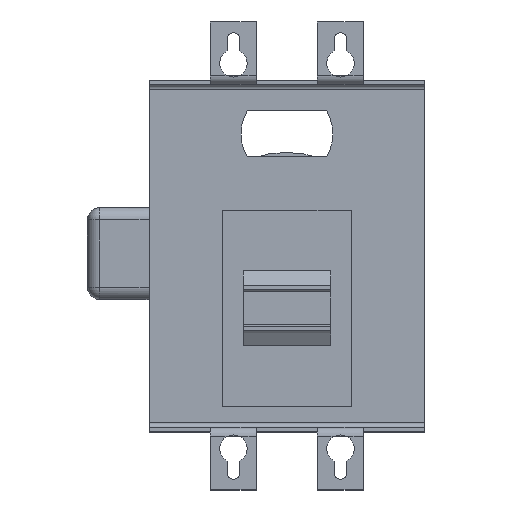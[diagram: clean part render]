
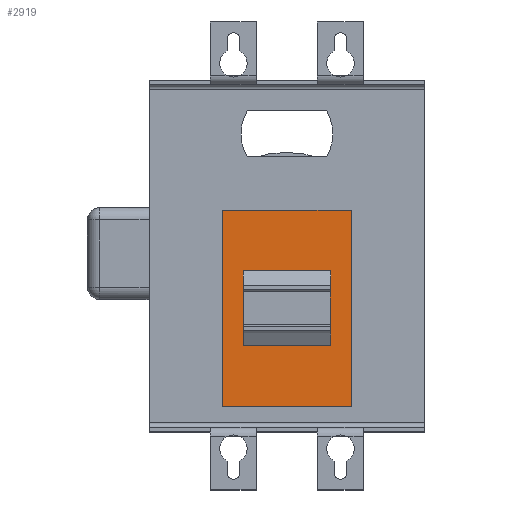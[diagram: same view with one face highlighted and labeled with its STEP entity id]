
A CAD part, top view. The second image highlights one B-rep face of the part: STEP entity #2919.
In plain terms, the highlighted planar face has unit normal (0, 0, 1).
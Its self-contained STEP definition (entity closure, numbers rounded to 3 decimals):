
#7 = CARTESIAN_POINT ( 'NONE',  ( 0.092, -26.59, 19.5 ) ) ;
#38 = EDGE_CURVE ( 'NONE', #1897, #3110, #3258, .T. ) ;
#59 = LINE ( 'NONE', #1963, #3175 ) ;
#94 = ORIENTED_EDGE ( 'NONE', *, *, #4790, .T. ) ;
#105 = DIRECTION ( 'NONE',  ( 0., -1., 0. ) ) ;
#195 = EDGE_CURVE ( 'NONE', #3451, #2505, #1614, .T. ) ;
#446 = EDGE_CURVE ( 'NONE', #1472, #2270, #59, .T. ) ;
#463 = ORIENTED_EDGE ( 'NONE', *, *, #983, .T. ) ;
#468 = CARTESIAN_POINT ( 'NONE',  ( 14.393, -29.196, 19.5 ) ) ;
#639 = FACE_BOUND ( 'NONE', #4784, .T. ) ;
#700 = EDGE_CURVE ( 'NONE', #3110, #2067, #4162, .T. ) ;
#730 = DIRECTION ( 'NONE',  ( 0., 1., 0. ) ) ;
#983 = EDGE_CURVE ( 'NONE', #4607, #5591, #4226, .T. ) ;
#1027 = DIRECTION ( 'NONE',  ( -1., 0., 0. ) ) ;
#1105 = CARTESIAN_POINT ( 'NONE',  ( -14.209, -29.196, 19.5 ) ) ;
#1156 = CARTESIAN_POINT ( 'NONE',  ( 14.393, 0., 19.5 ) ) ;
#1208 = EDGE_CURVE ( 'NONE', #1529, #1472, #1253, .T. ) ;
#1242 = DIRECTION ( 'NONE',  ( 0., 1., 0. ) ) ;
#1253 = LINE ( 'NONE', #2128, #4440 ) ;
#1313 = DIRECTION ( 'NONE',  ( 0., -1., 0. ) ) ;
#1319 = LINE ( 'NONE', #7, #6030 ) ;
#1346 = ORIENTED_EDGE ( 'NONE', *, *, #700, .F. ) ;
#1434 = CARTESIAN_POINT ( 'NONE',  ( 14.393, 0., 19.5 ) ) ;
#1472 = VERTEX_POINT ( 'NONE', #4346 ) ;
#1497 = VECTOR ( 'NONE', #3262, 1000. ) ;
#1529 = VERTEX_POINT ( 'NONE', #5473 ) ;
#1557 = DIRECTION ( 'NONE',  ( -1., 0., 0. ) ) ;
#1559 = LINE ( 'NONE', #1156, #3113 ) ;
#1614 = LINE ( 'NONE', #5475, #5389 ) ;
#1628 = EDGE_LOOP ( 'NONE', ( #3832, #3425, #4469, #94 ) ) ;
#1642 = VERTEX_POINT ( 'NONE', #2346 ) ;
#1806 = VECTOR ( 'NONE', #2415, 1000. ) ;
#1821 = DIRECTION ( 'NONE',  ( 1., 0., 0. ) ) ;
#1897 = VERTEX_POINT ( 'NONE', #4015 ) ;
#1963 = CARTESIAN_POINT ( 'NONE',  ( -21., 15., 19.5 ) ) ;
#1967 = VECTOR ( 'NONE', #1821, 1000. ) ;
#1980 = DIRECTION ( 'NONE',  ( -1., 0., 0. ) ) ;
#2067 = VERTEX_POINT ( 'NONE', #4678 ) ;
#2081 = VERTEX_POINT ( 'NONE', #5798 ) ;
#2128 = CARTESIAN_POINT ( 'NONE',  ( 21., 15., 19.5 ) ) ;
#2259 = CARTESIAN_POINT ( 'NONE',  ( -21., 15., 19.5 ) ) ;
#2270 = VERTEX_POINT ( 'NONE', #2259 ) ;
#2302 = EDGE_CURVE ( 'NONE', #1642, #3884, #3623, .T. ) ;
#2334 = CARTESIAN_POINT ( 'NONE',  ( -21., -49., 19.5 ) ) ;
#2346 = CARTESIAN_POINT ( 'NONE',  ( -14.209, -26.59, 19.5 ) ) ;
#2415 = DIRECTION ( 'NONE',  ( 1., 0., 0. ) ) ;
#2456 = CARTESIAN_POINT ( 'NONE',  ( 21., -49., 19.5 ) ) ;
#2505 = VERTEX_POINT ( 'NONE', #3912 ) ;
#2557 = CARTESIAN_POINT ( 'NONE',  ( 14.393, -26.59, 19.5 ) ) ;
#2724 = ORIENTED_EDGE ( 'NONE', *, *, #2302, .F. ) ;
#2742 = EDGE_CURVE ( 'NONE', #3884, #5591, #4361, .T. ) ;
#2829 = EDGE_CURVE ( 'NONE', #3451, #4607, #1319, .T. ) ;
#2859 = CARTESIAN_POINT ( 'NONE',  ( 14.393, -7.41, 19.5 ) ) ;
#2919 = ADVANCED_FACE ( 'NONE', ( #639, #4286 ), #3443, .F. ) ;
#2940 = VECTOR ( 'NONE', #5654, 1000. ) ;
#2942 = EDGE_CURVE ( 'NONE', #2081, #1529, #3228, .T. ) ;
#2949 = CARTESIAN_POINT ( 'NONE',  ( -14.209, -29.196, 19.5 ) ) ;
#3085 = CARTESIAN_POINT ( 'NONE',  ( -14.209, -29.196, 19.5 ) ) ;
#3110 = VERTEX_POINT ( 'NONE', #3966 ) ;
#3113 = VECTOR ( 'NONE', #105, 1000. ) ;
#3175 = VECTOR ( 'NONE', #1027, 1000. ) ;
#3228 = LINE ( 'NONE', #2456, #1806 ) ;
#3230 = EDGE_CURVE ( 'NONE', #6002, #2505, #5514, .T. ) ;
#3258 = LINE ( 'NONE', #4355, #4887 ) ;
#3262 = DIRECTION ( 'NONE',  ( 0., -1., 0. ) ) ;
#3425 = ORIENTED_EDGE ( 'NONE', *, *, #1208, .T. ) ;
#3443 = PLANE ( 'NONE',  #5532 ) ;
#3451 = VERTEX_POINT ( 'NONE', #3614 ) ;
#3582 = LINE ( 'NONE', #6077, #1497 ) ;
#3614 = CARTESIAN_POINT ( 'NONE',  ( 14.209, -26.59, 19.5 ) ) ;
#3623 = LINE ( 'NONE', #3742, #4511 ) ;
#3742 = CARTESIAN_POINT ( 'NONE',  ( -14.209, -29.196, 19.5 ) ) ;
#3744 = LINE ( 'NONE', #2334, #3825 ) ;
#3825 = VECTOR ( 'NONE', #6031, 1000. ) ;
#3832 = ORIENTED_EDGE ( 'NONE', *, *, #2942, .T. ) ;
#3884 = VERTEX_POINT ( 'NONE', #2949 ) ;
#3912 = CARTESIAN_POINT ( 'NONE',  ( 14.209, -7.41, 19.5 ) ) ;
#3944 = CARTESIAN_POINT ( 'NONE',  ( 0., 0., 19.5 ) ) ;
#3958 = ORIENTED_EDGE ( 'NONE', *, *, #2742, .F. ) ;
#3966 = CARTESIAN_POINT ( 'NONE',  ( -14.209, -4.804, 19.5 ) ) ;
#4015 = CARTESIAN_POINT ( 'NONE',  ( 14.393, -4.804, 19.5 ) ) ;
#4114 = DIRECTION ( 'NONE',  ( -1., 0., 0. ) ) ;
#4162 = LINE ( 'NONE', #1105, #5101 ) ;
#4226 = LINE ( 'NONE', #1434, #2940 ) ;
#4286 = FACE_OUTER_BOUND ( 'NONE', #1628, .T. ) ;
#4338 = DIRECTION ( 'NONE',  ( 0., 0., -1. ) ) ;
#4346 = CARTESIAN_POINT ( 'NONE',  ( 21., 15., 19.5 ) ) ;
#4355 = CARTESIAN_POINT ( 'NONE',  ( -14.209, -4.804, 19.5 ) ) ;
#4361 = LINE ( 'NONE', #3085, #1967 ) ;
#4440 = VECTOR ( 'NONE', #1242, 1000. ) ;
#4469 = ORIENTED_EDGE ( 'NONE', *, *, #446, .T. ) ;
#4511 = VECTOR ( 'NONE', #1313, 1000. ) ;
#4607 = VERTEX_POINT ( 'NONE', #2557 ) ;
#4623 = ORIENTED_EDGE ( 'NONE', *, *, #38, .F. ) ;
#4678 = CARTESIAN_POINT ( 'NONE',  ( -14.209, -7.41, 19.5 ) ) ;
#4784 = EDGE_LOOP ( 'NONE', ( #463, #3958, #2724, #5685, #1346, #4623, #4843, #4962, #4914, #5997 ) ) ;
#4790 = EDGE_CURVE ( 'NONE', #2270, #2081, #3744, .T. ) ;
#4843 = ORIENTED_EDGE ( 'NONE', *, *, #5821, .T. ) ;
#4887 = VECTOR ( 'NONE', #1980, 1000. ) ;
#4914 = ORIENTED_EDGE ( 'NONE', *, *, #195, .F. ) ;
#4962 = ORIENTED_EDGE ( 'NONE', *, *, #3230, .T. ) ;
#4995 = DIRECTION ( 'NONE',  ( 0., -1., 0. ) ) ;
#5077 = CARTESIAN_POINT ( 'NONE',  ( 0.092, -7.41, 19.5 ) ) ;
#5101 = VECTOR ( 'NONE', #4995, 1000. ) ;
#5226 = VECTOR ( 'NONE', #4114, 1000. ) ;
#5229 = DIRECTION ( 'NONE',  ( 1., 0., 0. ) ) ;
#5389 = VECTOR ( 'NONE', #730, 1000. ) ;
#5473 = CARTESIAN_POINT ( 'NONE',  ( 21., -49., 19.5 ) ) ;
#5475 = CARTESIAN_POINT ( 'NONE',  ( 14.209, -29.196, 19.5 ) ) ;
#5514 = LINE ( 'NONE', #5077, #5226 ) ;
#5532 = AXIS2_PLACEMENT_3D ( 'NONE', #3944, #4338, #1557 ) ;
#5591 = VERTEX_POINT ( 'NONE', #468 ) ;
#5600 = EDGE_CURVE ( 'NONE', #2067, #1642, #3582, .T. ) ;
#5654 = DIRECTION ( 'NONE',  ( 0., -1., 0. ) ) ;
#5685 = ORIENTED_EDGE ( 'NONE', *, *, #5600, .F. ) ;
#5798 = CARTESIAN_POINT ( 'NONE',  ( -21., -49., 19.5 ) ) ;
#5821 = EDGE_CURVE ( 'NONE', #1897, #6002, #1559, .T. ) ;
#5997 = ORIENTED_EDGE ( 'NONE', *, *, #2829, .T. ) ;
#6002 = VERTEX_POINT ( 'NONE', #2859 ) ;
#6030 = VECTOR ( 'NONE', #5229, 1000. ) ;
#6031 = DIRECTION ( 'NONE',  ( 0., -1., 0. ) ) ;
#6077 = CARTESIAN_POINT ( 'NONE',  ( -14.209, -29.196, 19.5 ) ) ;
